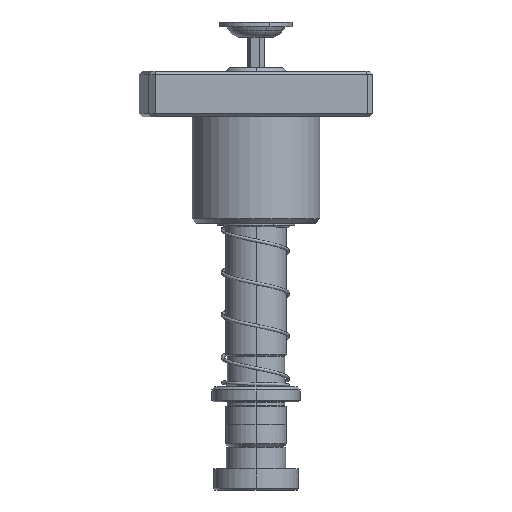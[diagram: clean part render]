
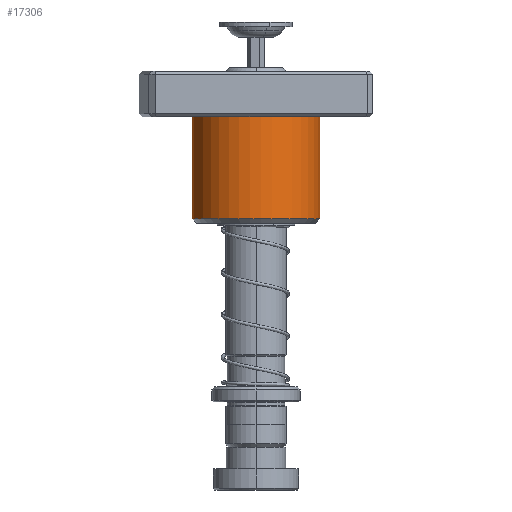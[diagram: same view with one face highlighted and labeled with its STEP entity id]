
A CAD part, left-side view. The second image highlights one B-rep face of the part: STEP entity #17306.
In plain terms, the highlighted cylindrical face has radius 21 mm (diameter 42 mm), a partial arc.
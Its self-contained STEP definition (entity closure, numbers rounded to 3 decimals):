
#1408 = ORIENTED_EDGE ( 'NONE', *, *, #3562, .F. ) ;
#1904 = DIRECTION ( 'NONE',  ( 0., 0., 1. ) ) ;
#3562 = EDGE_CURVE ( 'NONE', #22236, #30364, #16887, .T. ) ;
#4108 = EDGE_CURVE ( 'NONE', #35867, #32297, #27374, .T. ) ;
#4185 = CARTESIAN_POINT ( 'NONE',  ( 21., 0., 48.5 ) ) ;
#6505 = CARTESIAN_POINT ( 'NONE',  ( -21., 0., 50. ) ) ;
#7273 = VECTOR ( 'NONE', #26809, 1000. ) ;
#7591 = DIRECTION ( 'NONE',  ( -1., 0., 0. ) ) ;
#10024 = CARTESIAN_POINT ( 'NONE',  ( 21., 0., 15. ) ) ;
#10562 = ORIENTED_EDGE ( 'NONE', *, *, #4108, .T. ) ;
#11038 = CARTESIAN_POINT ( 'NONE',  ( -21., 0., 15. ) ) ;
#11494 = AXIS2_PLACEMENT_3D ( 'NONE', #22702, #13768, #19738 ) ;
#11632 = CARTESIAN_POINT ( 'NONE',  ( 21., 0., 50. ) ) ;
#11754 = VERTEX_POINT ( 'NONE', #23850 ) ;
#13768 = DIRECTION ( 'NONE',  ( 0., 0., 1. ) ) ;
#13777 = DIRECTION ( 'NONE',  ( 1., 0., 0. ) ) ;
#14093 = CIRCLE ( 'NONE', #11494, 21. ) ;
#14507 = CYLINDRICAL_SURFACE ( 'NONE', #18814, 21. ) ;
#14851 = CARTESIAN_POINT ( 'NONE',  ( -21., 0., 48.5 ) ) ;
#15245 = CIRCLE ( 'NONE', #29212, 21. ) ;
#16887 = LINE ( 'NONE', #11632, #34665 ) ;
#17306 = ADVANCED_FACE ( 'NONE', ( #21797 ), #14507, .T. ) ;
#17350 = DIRECTION ( 'NONE',  ( 0., 0., -1. ) ) ;
#18814 = AXIS2_PLACEMENT_3D ( 'NONE', #19414, #31069, #7591 ) ;
#19414 = CARTESIAN_POINT ( 'NONE',  ( 0., 0., 50. ) ) ;
#19738 = DIRECTION ( 'NONE',  ( 1., 0., 0. ) ) ;
#20215 = DIRECTION ( 'NONE',  ( 0., 0., -1. ) ) ;
#20612 = AXIS2_PLACEMENT_3D ( 'NONE', #26007, #20215, #25880 ) ;
#21797 = FACE_OUTER_BOUND ( 'NONE', #37117, .T. ) ;
#22236 = VERTEX_POINT ( 'NONE', #4185 ) ;
#22702 = CARTESIAN_POINT ( 'NONE',  ( 0., 0., 15. ) ) ;
#23116 = EDGE_CURVE ( 'NONE', #32297, #11754, #15245, .T. ) ;
#23735 = EDGE_CURVE ( 'NONE', #22236, #35867, #26187, .T. ) ;
#23850 = CARTESIAN_POINT ( 'NONE',  ( 0., -21., 15. ) ) ;
#23973 = ORIENTED_EDGE ( 'NONE', *, *, #33129, .T. ) ;
#25880 = DIRECTION ( 'NONE',  ( 1., 0., 0. ) ) ;
#26007 = CARTESIAN_POINT ( 'NONE',  ( 0., 0., 48.5 ) ) ;
#26187 = CIRCLE ( 'NONE', #20612, 21. ) ;
#26809 = DIRECTION ( 'NONE',  ( 0., 0., -1. ) ) ;
#26852 = ORIENTED_EDGE ( 'NONE', *, *, #23735, .T. ) ;
#27374 = LINE ( 'NONE', #6505, #7273 ) ;
#29212 = AXIS2_PLACEMENT_3D ( 'NONE', #31402, #1904, #13777 ) ;
#30364 = VERTEX_POINT ( 'NONE', #10024 ) ;
#31069 = DIRECTION ( 'NONE',  ( 0., 0., -1. ) ) ;
#31402 = CARTESIAN_POINT ( 'NONE',  ( 0., 0., 15. ) ) ;
#32297 = VERTEX_POINT ( 'NONE', #11038 ) ;
#33129 = EDGE_CURVE ( 'NONE', #11754, #30364, #14093, .T. ) ;
#34665 = VECTOR ( 'NONE', #17350, 1000. ) ;
#34823 = ORIENTED_EDGE ( 'NONE', *, *, #23116, .T. ) ;
#35867 = VERTEX_POINT ( 'NONE', #14851 ) ;
#37117 = EDGE_LOOP ( 'NONE', ( #1408, #26852, #10562, #34823, #23973 ) ) ;
